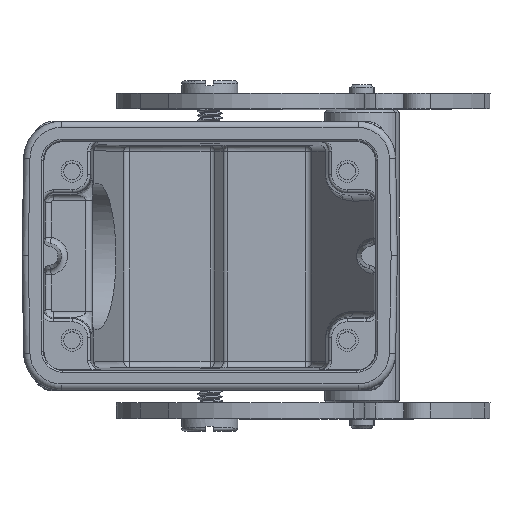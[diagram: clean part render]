
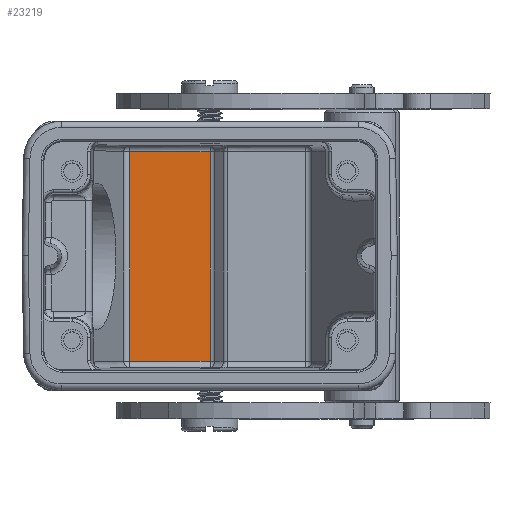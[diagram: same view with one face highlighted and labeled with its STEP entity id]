
A CAD part, top view. The second image highlights one B-rep face of the part: STEP entity #23219.
In plain terms, the highlighted planar face has unit normal (0, 0, 1).
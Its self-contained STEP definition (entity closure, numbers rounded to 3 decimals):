
#5522=DIRECTION('',(-1.,0.,0.));
#5523=VECTOR('',#5522,12.818);
#5524=CARTESIAN_POINT('',(0.056,16.749,-67.6));
#5525=LINE('',#5524,#5523);
#5545=DIRECTION('',(0.,1.,0.));
#5546=VECTOR('',#5545,33.498);
#5547=CARTESIAN_POINT('',(0.056,-16.749,-67.6));
#5548=LINE('',#5547,#5546);
#6077=DIRECTION('',(1.,0.,0.));
#6078=VECTOR('',#6077,12.818);
#6079=CARTESIAN_POINT('',(-12.762,-16.749,-67.6));
#6080=LINE('',#6079,#6078);
#6591=DIRECTION('',(0.,-1.,0.));
#6592=VECTOR('',#6591,33.498);
#6593=CARTESIAN_POINT('',(-12.762,16.749,-67.6));
#6594=LINE('',#6593,#6592);
#11300=CARTESIAN_POINT('',(-12.762,16.749,-67.6));
#11301=VERTEX_POINT('',#11300);
#11304=CARTESIAN_POINT('',(0.056,16.749,-67.6));
#11305=VERTEX_POINT('',#11304);
#11310=CARTESIAN_POINT('',(0.056,-16.749,
-67.6));
#11311=VERTEX_POINT('',#11310);
#11361=CARTESIAN_POINT('',(-12.762,-16.749,
-67.6));
#11362=VERTEX_POINT('',#11361);
#23208=CARTESIAN_POINT('',(-6.353,0.,-67.6));
#23209=DIRECTION('',(0.,0.,1.));
#23210=DIRECTION('',(-1.,0.,0.));
#23211=AXIS2_PLACEMENT_3D('',#23208,#23209,#23210);
#23212=PLANE('',#23211);
#23213=ORIENTED_EDGE('',*,*,#21021,.F.);
#23214=ORIENTED_EDGE('',*,*,#22273,.F.);
#23215=ORIENTED_EDGE('',*,*,#23201,.F.);
#23216=ORIENTED_EDGE('',*,*,#20993,.F.);
#23217=EDGE_LOOP('',(#23213,#23214,#23215,#23216));
#23218=FACE_OUTER_BOUND('',#23217,.F.);
#20993=EDGE_CURVE('',#11305,#11301,#5525,.T.);
#21021=EDGE_CURVE('',#11311,#11305,#5548,.T.);
#22273=EDGE_CURVE('',#11362,#11311,#6080,.T.);
#23201=EDGE_CURVE('',#11301,#11362,#6594,.T.);
#23219=ADVANCED_FACE('',(#23218),#23212,.T.);
